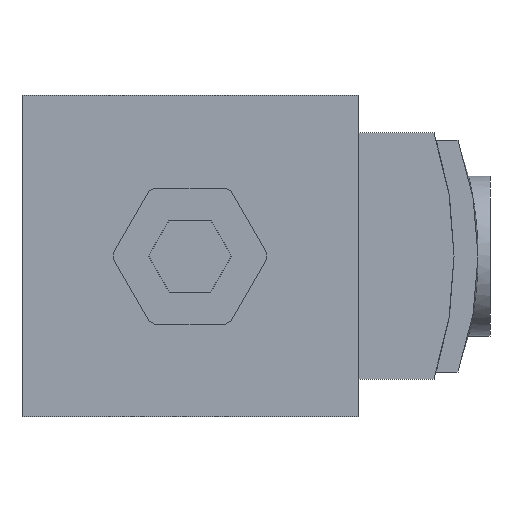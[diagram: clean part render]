
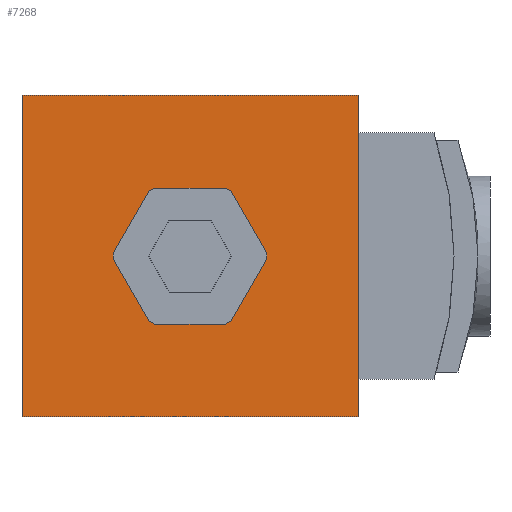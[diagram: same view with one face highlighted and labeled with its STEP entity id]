
A CAD part, front view. The second image highlights one B-rep face of the part: STEP entity #7268.
In plain terms, the highlighted planar face has unit normal (0, -1, 0).
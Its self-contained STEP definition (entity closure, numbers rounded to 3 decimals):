
#120=PLANE('',#7635);
#324=LINE('',#9542,#923);
#430=LINE('',#9764,#1029);
#445=LINE('',#9802,#1044);
#489=LINE('',#9921,#1088);
#602=LINE('',#10213,#1201);
#603=LINE('',#10216,#1202);
#604=LINE('',#10218,#1203);
#605=LINE('',#10220,#1204);
#606=LINE('',#10222,#1205);
#607=LINE('',#10224,#1206);
#608=LINE('',#10226,#1207);
#609=LINE('',#10228,#1208);
#610=LINE('',#10230,#1209);
#611=LINE('',#10232,#1210);
#612=LINE('',#10234,#1211);
#613=LINE('',#10236,#1212);
#923=VECTOR('',#8008,1000.);
#1029=VECTOR('',#8180,1000.);
#1044=VECTOR('',#8209,1000.);
#1088=VECTOR('',#8301,1000.);
#1201=VECTOR('',#8522,1000.);
#1202=VECTOR('',#8523,1000.);
#1203=VECTOR('',#8524,1000.);
#1204=VECTOR('',#8525,1000.);
#1205=VECTOR('',#8526,1000.);
#1206=VECTOR('',#8527,1000.);
#1207=VECTOR('',#8528,1000.);
#1208=VECTOR('',#8529,1000.);
#1209=VECTOR('',#8530,1000.);
#1210=VECTOR('',#8531,1000.);
#1211=VECTOR('',#8532,1000.);
#1212=VECTOR('',#8533,1000.);
#2042=ORIENTED_EDGE('',*,*,#3124,.F.);
#2043=ORIENTED_EDGE('',*,*,#3238,.F.);
#2044=ORIENTED_EDGE('',*,*,#3317,.F.);
#2045=ORIENTED_EDGE('',*,*,#3258,.F.);
#2046=ORIENTED_EDGE('',*,*,#3464,.F.);
#2047=ORIENTED_EDGE('',*,*,#3465,.F.);
#2048=ORIENTED_EDGE('',*,*,#3466,.F.);
#2049=ORIENTED_EDGE('',*,*,#3467,.F.);
#2050=ORIENTED_EDGE('',*,*,#3468,.F.);
#2051=ORIENTED_EDGE('',*,*,#3469,.F.);
#2052=ORIENTED_EDGE('',*,*,#3470,.F.);
#2053=ORIENTED_EDGE('',*,*,#3471,.F.);
#2054=ORIENTED_EDGE('',*,*,#3472,.F.);
#2055=ORIENTED_EDGE('',*,*,#3473,.F.);
#2056=ORIENTED_EDGE('',*,*,#3474,.F.);
#2057=ORIENTED_EDGE('',*,*,#3475,.F.);
#3124=EDGE_CURVE('',#3896,#3897,#324,.T.);
#3238=EDGE_CURVE('',#3979,#3896,#430,.T.);
#3258=EDGE_CURVE('',#3897,#3996,#445,.T.);
#3317=EDGE_CURVE('',#3996,#3979,#489,.T.);
#3464=EDGE_CURVE('',#4172,#4173,#602,.T.);
#3465=EDGE_CURVE('',#4174,#4172,#603,.T.);
#3466=EDGE_CURVE('',#4175,#4174,#604,.T.);
#3467=EDGE_CURVE('',#4176,#4175,#605,.T.);
#3468=EDGE_CURVE('',#4177,#4176,#606,.T.);
#3469=EDGE_CURVE('',#4178,#4177,#607,.T.);
#3470=EDGE_CURVE('',#4179,#4178,#608,.T.);
#3471=EDGE_CURVE('',#4180,#4179,#609,.T.);
#3472=EDGE_CURVE('',#4181,#4180,#610,.T.);
#3473=EDGE_CURVE('',#4182,#4181,#611,.T.);
#3474=EDGE_CURVE('',#4183,#4182,#612,.T.);
#3475=EDGE_CURVE('',#4173,#4183,#613,.T.);
#3896=VERTEX_POINT('',#9541);
#3897=VERTEX_POINT('',#9543);
#3979=VERTEX_POINT('',#9763);
#3996=VERTEX_POINT('',#9803);
#4172=VERTEX_POINT('',#10214);
#4173=VERTEX_POINT('',#10215);
#4174=VERTEX_POINT('',#10217);
#4175=VERTEX_POINT('',#10219);
#4176=VERTEX_POINT('',#10221);
#4177=VERTEX_POINT('',#10223);
#4178=VERTEX_POINT('',#10225);
#4179=VERTEX_POINT('',#10227);
#4180=VERTEX_POINT('',#10229);
#4181=VERTEX_POINT('',#10231);
#4182=VERTEX_POINT('',#10233);
#4183=VERTEX_POINT('',#10235);
#4571=EDGE_LOOP('',(#2042,#2043,#2044,#2045));
#4572=EDGE_LOOP('',(#2046,#2047,#2048,#2049,#2050,#2051,#2052,#2053,#2054,
#2055,#2056,#2057));
#4907=FACE_BOUND('',#4571,.T.);
#4908=FACE_BOUND('',#4572,.T.);
#7268=ADVANCED_FACE('',(#4907,#4908),#120,.F.);
#7635=AXIS2_PLACEMENT_3D('',#10212,#8520,#8521);
#8008=DIRECTION('',(0.,0.,1.));
#8180=DIRECTION('',(-1.,0.,0.));
#8209=DIRECTION('',(1.,0.,0.));
#8301=DIRECTION('',(0.,0.,-1.));
#8520=DIRECTION('',(0.,1.,0.));
#8521=DIRECTION('',(0.,0.,1.));
#8522=DIRECTION('',(0.,0.,-1.));
#8523=DIRECTION('',(-0.5,0.,-0.866));
#8524=DIRECTION('',(-0.866,0.,-0.5));
#8525=DIRECTION('',(-1.,0.,0.));
#8526=DIRECTION('',(-0.866,0.,0.5));
#8527=DIRECTION('',(-0.5,0.,0.866));
#8528=DIRECTION('',(0.,0.,1.));
#8529=DIRECTION('',(0.5,0.,0.866));
#8530=DIRECTION('',(0.866,0.,0.5));
#8531=DIRECTION('',(1.,0.,0.));
#8532=DIRECTION('',(0.866,0.,-0.5));
#8533=DIRECTION('',(0.5,0.,-0.866));
#9541=CARTESIAN_POINT('',(-21.,-31.5,-20.1));
#9542=CARTESIAN_POINT('',(-21.,-31.5,-20.1));
#9543=CARTESIAN_POINT('',(-21.,-31.5,20.1));
#9763=CARTESIAN_POINT('',(21.,-31.5,-20.1));
#9764=CARTESIAN_POINT('',(21.,-31.5,-20.1));
#9802=CARTESIAN_POINT('',(-21.,-31.5,20.1));
#9803=CARTESIAN_POINT('',(21.,-31.5,20.1));
#9921=CARTESIAN_POINT('',(21.,-31.5,20.1));
#10212=CARTESIAN_POINT('',(0.,-31.5,0.));
#10213=CARTESIAN_POINT('',(-9.565,-31.5,0.));
#10214=CARTESIAN_POINT('',(-9.565,-31.5,0.433));
#10215=CARTESIAN_POINT('',(-9.565,-31.5,-0.433));
#10216=CARTESIAN_POINT('',(-7.361,-31.5,4.25));
#10217=CARTESIAN_POINT('',(-5.157,-31.5,8.067));
#10218=CARTESIAN_POINT('',(-4.782,-31.5,8.283));
#10219=CARTESIAN_POINT('',(-4.407,-31.5,8.5));
#10220=CARTESIAN_POINT('',(0.,-31.5,8.5));
#10221=CARTESIAN_POINT('',(4.407,-31.5,8.5));
#10222=CARTESIAN_POINT('',(4.782,-31.5,8.283));
#10223=CARTESIAN_POINT('',(5.157,-31.5,8.067));
#10224=CARTESIAN_POINT('',(7.361,-31.5,4.25));
#10225=CARTESIAN_POINT('',(9.565,-31.5,0.433));
#10226=CARTESIAN_POINT('',(9.565,-31.5,0.));
#10227=CARTESIAN_POINT('',(9.565,-31.5,-0.433));
#10228=CARTESIAN_POINT('',(7.361,-31.5,-4.25));
#10229=CARTESIAN_POINT('',(5.157,-31.5,-8.067));
#10230=CARTESIAN_POINT('',(4.782,-31.5,-8.283));
#10231=CARTESIAN_POINT('',(4.407,-31.5,-8.5));
#10232=CARTESIAN_POINT('',(0.,-31.5,-8.5));
#10233=CARTESIAN_POINT('',(-4.407,-31.5,-8.5));
#10234=CARTESIAN_POINT('',(-4.782,-31.5,-8.283));
#10235=CARTESIAN_POINT('',(-5.157,-31.5,-8.067));
#10236=CARTESIAN_POINT('',(-7.361,-31.5,-4.25));
